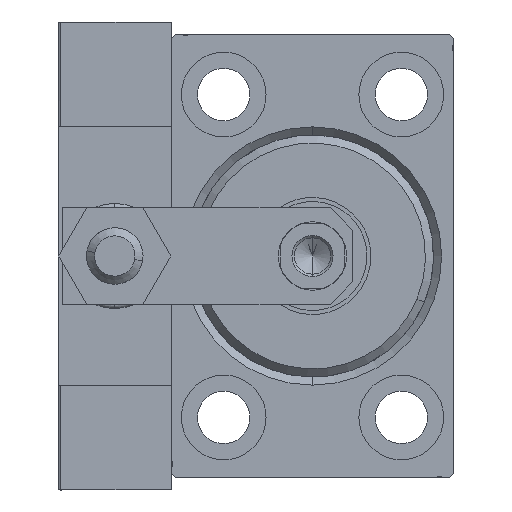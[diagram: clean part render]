
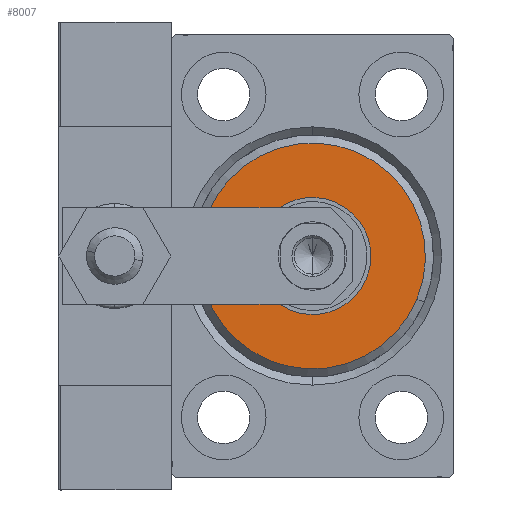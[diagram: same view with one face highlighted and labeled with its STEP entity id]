
A CAD part, left-side view. The second image highlights one B-rep face of the part: STEP entity #8007.
In plain terms, the highlighted face is planar.
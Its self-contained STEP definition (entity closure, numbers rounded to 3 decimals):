
#60 = DIRECTION ( 'NONE',  ( 0., 0., -1. ) ) ;
#2650 = EDGE_LOOP ( 'NONE', ( #5843, #20906 ) ) ;
#2985 = VERTEX_POINT ( 'NONE', #44416 ) ;
#3250 = CARTESIAN_POINT ( 'NONE',  ( 3., 0., 7.25 ) ) ;
#3416 = VERTEX_POINT ( 'NONE', #36178 ) ;
#4081 = CIRCLE ( 'NONE', #22700, 14. ) ;
#5843 = ORIENTED_EDGE ( 'NONE', *, *, #17897, .F. ) ;
#8007 = ADVANCED_FACE ( 'NONE', ( #50245, #39555 ), #38807, .T. ) ;
#8809 = DIRECTION ( 'NONE',  ( 0., 0., -1. ) ) ;
#10475 = CARTESIAN_POINT ( 'NONE',  ( 3., 0., 14. ) ) ;
#12431 = ORIENTED_EDGE ( 'NONE', *, *, #32044, .T. ) ;
#13651 = AXIS2_PLACEMENT_3D ( 'NONE', #46280, #34852, #60 ) ;
#14570 = EDGE_CURVE ( 'NONE', #38985, #2985, #35176, .T. ) ;
#15957 = CARTESIAN_POINT ( 'NONE',  ( 3., 0., 0. ) ) ;
#16436 = DIRECTION ( 'NONE',  ( 1., 0., 0. ) ) ;
#17897 = EDGE_CURVE ( 'NONE', #2985, #38985, #44212, .T. ) ;
#20574 = AXIS2_PLACEMENT_3D ( 'NONE', #23778, #16436, #8809 ) ;
#20891 = DIRECTION ( 'NONE',  ( 1., 0., 0. ) ) ;
#20906 = ORIENTED_EDGE ( 'NONE', *, *, #14570, .F. ) ;
#22315 = AXIS2_PLACEMENT_3D ( 'NONE', #32576, #20891, #47816 ) ;
#22700 = AXIS2_PLACEMENT_3D ( 'NONE', #43461, #47522, #40407 ) ;
#23778 = CARTESIAN_POINT ( 'NONE',  ( 3., 0., 0. ) ) ;
#24067 = DIRECTION ( 'NONE',  ( 1., 0., 0. ) ) ;
#27565 = AXIS2_PLACEMENT_3D ( 'NONE', #15957, #24067, #31424 ) ;
#27969 = EDGE_CURVE ( 'NONE', #3416, #49715, #28252, .T. ) ;
#28252 = CIRCLE ( 'NONE', #13651, 14. ) ;
#29829 = ORIENTED_EDGE ( 'NONE', *, *, #27969, .T. ) ;
#31424 = DIRECTION ( 'NONE',  ( 0., 0., -1. ) ) ;
#32044 = EDGE_CURVE ( 'NONE', #49715, #3416, #4081, .T. ) ;
#32576 = CARTESIAN_POINT ( 'NONE',  ( 3., 0., 0. ) ) ;
#34852 = DIRECTION ( 'NONE',  ( 1., 0., 0. ) ) ;
#35176 = CIRCLE ( 'NONE', #20574, 7.25 ) ;
#36178 = CARTESIAN_POINT ( 'NONE',  ( 3., 0., -14. ) ) ;
#38807 = PLANE ( 'NONE',  #27565 ) ;
#38985 = VERTEX_POINT ( 'NONE', #3250 ) ;
#39555 = FACE_BOUND ( 'NONE', #2650, .T. ) ;
#40407 = DIRECTION ( 'NONE',  ( 0., 0., -1. ) ) ;
#43461 = CARTESIAN_POINT ( 'NONE',  ( 3., 0., 0. ) ) ;
#44212 = CIRCLE ( 'NONE', #22315, 7.25 ) ;
#44416 = CARTESIAN_POINT ( 'NONE',  ( 3., 0., -7.25 ) ) ;
#46280 = CARTESIAN_POINT ( 'NONE',  ( 3., 0., 0. ) ) ;
#47522 = DIRECTION ( 'NONE',  ( 1., 0., 0. ) ) ;
#47816 = DIRECTION ( 'NONE',  ( 0., 0., -1. ) ) ;
#49715 = VERTEX_POINT ( 'NONE', #10475 ) ;
#50107 = EDGE_LOOP ( 'NONE', ( #12431, #29829 ) ) ;
#50245 = FACE_OUTER_BOUND ( 'NONE', #50107, .T. ) ;
